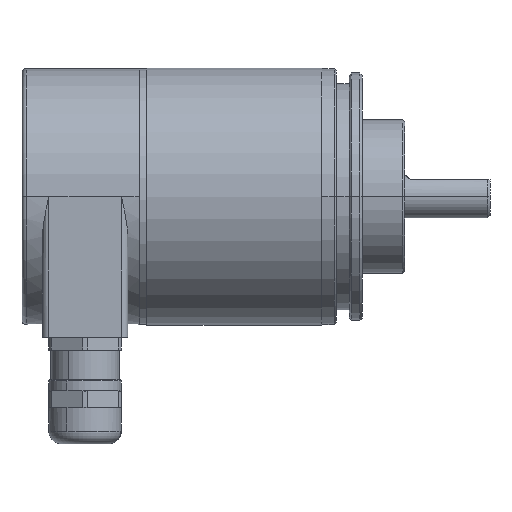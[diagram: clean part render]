
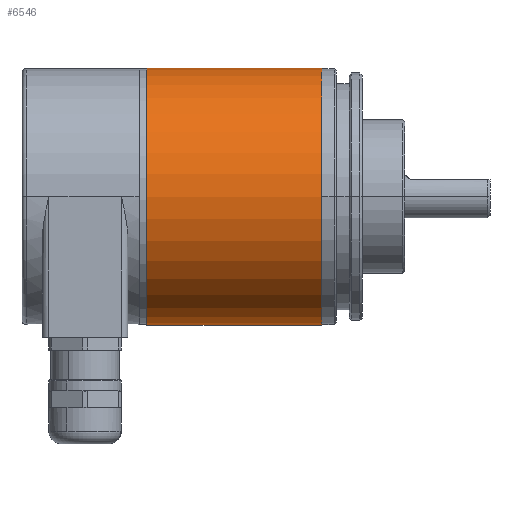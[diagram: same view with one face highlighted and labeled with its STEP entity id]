
A CAD part, left-side view. The second image highlights one B-rep face of the part: STEP entity #6546.
In plain terms, the highlighted cylindrical face has radius 30.15 mm (diameter 60.3 mm), a partial arc.
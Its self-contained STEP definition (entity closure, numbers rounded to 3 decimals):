
#952 = CARTESIAN_POINT ( 'NONE',  ( 0., 19.5, 0. ) ) ;
#1147 = VERTEX_POINT ( 'NONE', #1505 ) ;
#1209 = VERTEX_POINT ( 'NONE', #6911 ) ;
#1329 = VERTEX_POINT ( 'NONE', #1421 ) ;
#1421 = CARTESIAN_POINT ( 'NONE',  ( 0., 19.5, -30.15 ) ) ;
#1505 = CARTESIAN_POINT ( 'NONE',  ( 0., 19.5, 30.15 ) ) ;
#1539 = DIRECTION ( 'NONE',  ( 0., 0., 1. ) ) ;
#1777 = LINE ( 'NONE', #6363, #6540 ) ;
#2063 = ORIENTED_EDGE ( 'NONE', *, *, #8631, .F. ) ;
#2651 = CARTESIAN_POINT ( 'NONE',  ( 0., 19.5, 30.15 ) ) ;
#2966 = DIRECTION ( 'NONE',  ( 0., -1., 0. ) ) ;
#3404 = AXIS2_PLACEMENT_3D ( 'NONE', #952, #5459, #5692 ) ;
#4449 = DIRECTION ( 'NONE',  ( 0., 1., 0. ) ) ;
#4956 = ORIENTED_EDGE ( 'NONE', *, *, #7953, .T. ) ;
#5085 = EDGE_CURVE ( 'NONE', #1147, #1209, #6385, .T. ) ;
#5088 = EDGE_LOOP ( 'NONE', ( #9413, #7784, #4956, #2063 ) ) ;
#5173 = DIRECTION ( 'NONE',  ( 0., -1., 0. ) ) ;
#5380 = AXIS2_PLACEMENT_3D ( 'NONE', #11411, #2966, #9583 ) ;
#5459 = DIRECTION ( 'NONE',  ( 0., 1., 0. ) ) ;
#5692 = DIRECTION ( 'NONE',  ( 0., 0., -1. ) ) ;
#6298 = CARTESIAN_POINT ( 'NONE',  ( 0., 60.5, 0. ) ) ;
#6363 = CARTESIAN_POINT ( 'NONE',  ( 0., 19.5, -30.15 ) ) ;
#6385 = LINE ( 'NONE', #2651, #7990 ) ;
#6447 = DIRECTION ( 'NONE',  ( 0., 1., 0. ) ) ;
#6540 = VECTOR ( 'NONE', #4449, 1000. ) ;
#6546 = ADVANCED_FACE ( 'NONE', ( #9766 ), #11951, .T. ) ;
#6911 = CARTESIAN_POINT ( 'NONE',  ( 0., 60.5, 30.15 ) ) ;
#7784 = ORIENTED_EDGE ( 'NONE', *, *, #5085, .T. ) ;
#7953 = EDGE_CURVE ( 'NONE', #1209, #12151, #11231, .T. ) ;
#7990 = VECTOR ( 'NONE', #6447, 1000. ) ;
#8631 = EDGE_CURVE ( 'NONE', #1329, #12151, #1777, .T. ) ;
#9053 = AXIS2_PLACEMENT_3D ( 'NONE', #6298, #5173, #1539 ) ;
#9413 = ORIENTED_EDGE ( 'NONE', *, *, #11322, .F. ) ;
#9583 = DIRECTION ( 'NONE',  ( 0., 0., 1. ) ) ;
#9766 = FACE_OUTER_BOUND ( 'NONE', #5088, .T. ) ;
#10352 = CARTESIAN_POINT ( 'NONE',  ( 0., 60.5, -30.15 ) ) ;
#11231 = CIRCLE ( 'NONE', #9053, 30.15 ) ;
#11265 = CIRCLE ( 'NONE', #5380, 30.15 ) ;
#11322 = EDGE_CURVE ( 'NONE', #1147, #1329, #11265, .T. ) ;
#11411 = CARTESIAN_POINT ( 'NONE',  ( 0., 19.5, 0. ) ) ;
#11951 = CYLINDRICAL_SURFACE ( 'NONE', #3404, 30.15 ) ;
#12151 = VERTEX_POINT ( 'NONE', #10352 ) ;
